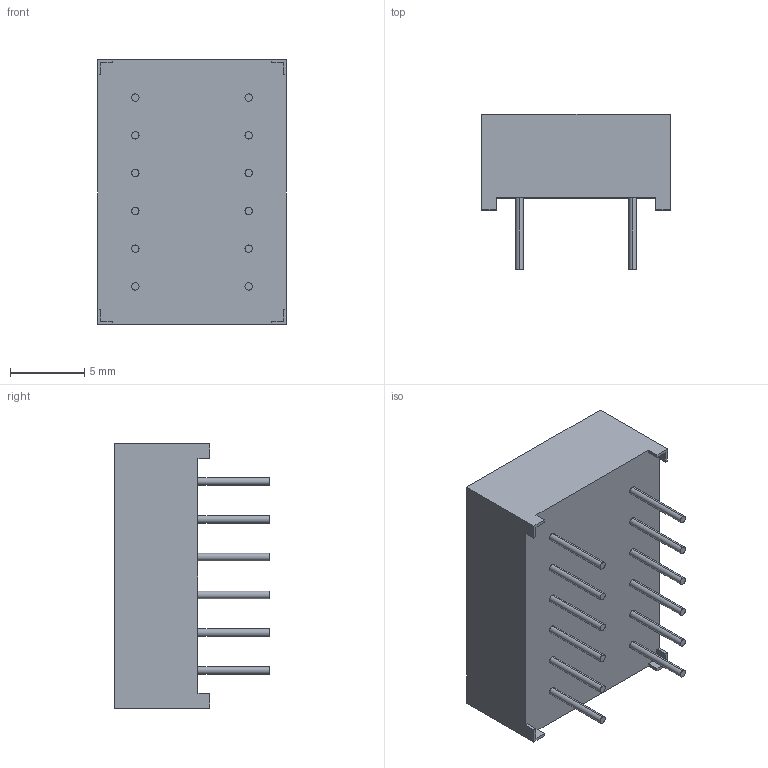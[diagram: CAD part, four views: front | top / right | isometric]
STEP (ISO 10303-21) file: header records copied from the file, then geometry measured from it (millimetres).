
FILE_DESCRIPTION (( 'STEP AP214' ), '1' );
FILE_NAME ('TX07.STEP', '2008-09-07T17:14:48', ( '' ), ( '' ), 'SwSTEP 2.0', 'SolidWorks 2008', '' );
FILE_SCHEMA (( 'AUTOMOTIVE_DESIGN' ));
Length unit declared in the file: millimetre
Products named in the file (1): TX07
Bounding box: 12.7 x 10.4 x 17.78 mm (x, y, z)
Volume: 1271.5 mm3; surface area: 907.3 mm2
Topology: 1 solids, 1 shells, 450 faces, 1119 edges, 746 vertices
Faces by surface type: plane 240, bspline 116, cylinder 94
Entity records: 23820 total; most frequent: CARTESIAN_POINT 8704, ORIENTED_EDGE 2238, DIRECTION 1745, EDGE_CURVE 1119, VERTEX_POINT 746, VECTOR 699, LINE 699, EDGE_LOOP 525
